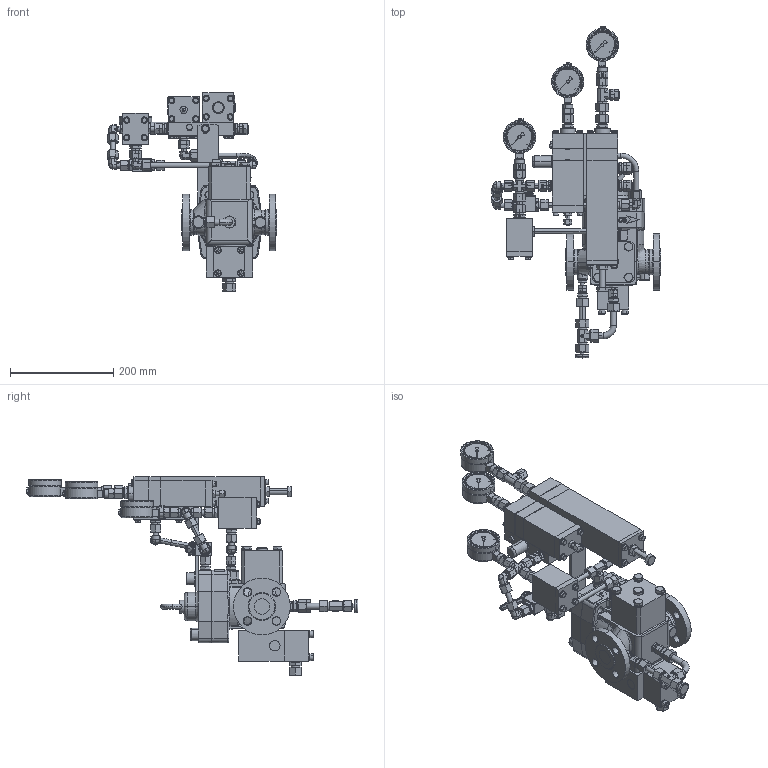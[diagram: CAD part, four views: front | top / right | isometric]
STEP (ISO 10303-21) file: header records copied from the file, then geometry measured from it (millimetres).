
FILE_DESCRIPTION (( 'STEP AP214' ), '1' );
FILE_NAME ('HON5020SSV_DN25_class600_HON630(MB).STEP', '2019-09-26T06:10:25', ( '' ), ( '' ), 'SwSTEP 2.0', 'SolidWorks 2017', '' );
FILE_SCHEMA (( 'AUTOMOTIVE_DESIGN' ));
Length unit declared in the file: millimetre
Products named in the file (1): HON5020SSV_DN25_class600_HON630(MB)
Bounding box: 328.92 x 643.07 x 385.15 mm (x, y, z)
Volume: 6259187.7 mm3; surface area: 717971 mm2
Topology: 125 solids, 125 shells, 4602 faces, 10490 edges, 6370 vertices
Faces by surface type: plane 1904, cone 1097, cylinder 894, bspline 417, torus 257, sphere 33
Entity records: 172207 total; most frequent: CARTESIAN_POINT 60238, ORIENTED_EDGE 20872, DIRECTION 19449, EDGE_CURVE 10436, AXIS2_PLACEMENT_3D 7668, VERTEX_POINT 6368, EDGE_LOOP 4908, ADVANCED_FACE 4602
